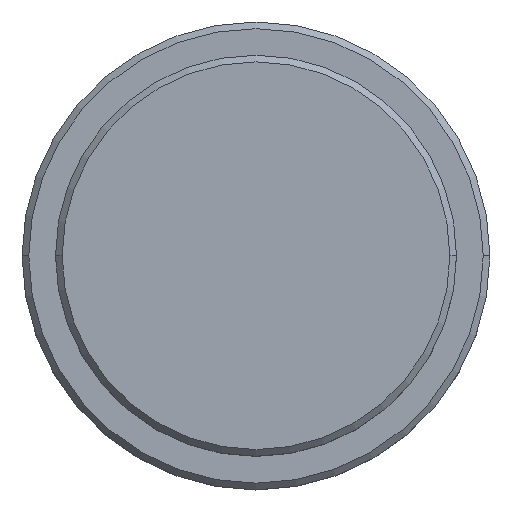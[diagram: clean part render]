
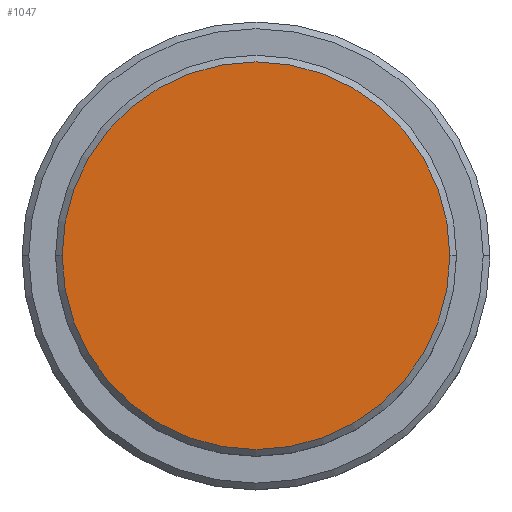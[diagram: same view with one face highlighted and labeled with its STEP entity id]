
A CAD part, top view. The second image highlights one B-rep face of the part: STEP entity #1047.
In plain terms, the highlighted planar face has unit normal (0, 0, 1).
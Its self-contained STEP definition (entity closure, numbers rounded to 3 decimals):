
#30 = EDGE_CURVE ( 'NONE', #869, #1085, #381, .T. ) ;
#51 = DIRECTION ( 'NONE',  ( 1., 0., 0. ) ) ;
#88 = CIRCLE ( 'NONE', #889, 14.5 ) ;
#89 = AXIS2_PLACEMENT_3D ( 'NONE', #245, #142, #677 ) ;
#142 = DIRECTION ( 'NONE',  ( 0., 0., 1. ) ) ;
#148 = PLANE ( 'NONE',  #999 ) ;
#238 = DIRECTION ( 'NONE',  ( 0., 0., 1. ) ) ;
#245 = CARTESIAN_POINT ( 'NONE',  ( 0., 0., 0. ) ) ;
#297 = CARTESIAN_POINT ( 'NONE',  ( -14.5, 0., 0. ) ) ;
#381 = CIRCLE ( 'NONE', #89, 14.5 ) ;
#399 = CARTESIAN_POINT ( 'NONE',  ( 0., 0., 0. ) ) ;
#604 = ORIENTED_EDGE ( 'NONE', *, *, #30, .T. ) ;
#605 = DIRECTION ( 'NONE',  ( 0., 0., 1. ) ) ;
#677 = DIRECTION ( 'NONE',  ( 1., 0., 0. ) ) ;
#717 = DIRECTION ( 'NONE',  ( 1., 0., 0. ) ) ;
#778 = ORIENTED_EDGE ( 'NONE', *, *, #1135, .T. ) ;
#789 = EDGE_LOOP ( 'NONE', ( #778, #604 ) ) ;
#869 = VERTEX_POINT ( 'NONE', #1065 ) ;
#889 = AXIS2_PLACEMENT_3D ( 'NONE', #399, #605, #51 ) ;
#999 = AXIS2_PLACEMENT_3D ( 'NONE', #1215, #238, #717 ) ;
#1047 = ADVANCED_FACE ( 'NONE', ( #1129 ), #148, .T. ) ;
#1065 = CARTESIAN_POINT ( 'NONE',  ( 14.5, 0., 0. ) ) ;
#1085 = VERTEX_POINT ( 'NONE', #297 ) ;
#1129 = FACE_OUTER_BOUND ( 'NONE', #789, .T. ) ;
#1135 = EDGE_CURVE ( 'NONE', #1085, #869, #88, .T. ) ;
#1215 = CARTESIAN_POINT ( 'NONE',  ( 0., 0., 0. ) ) ;
